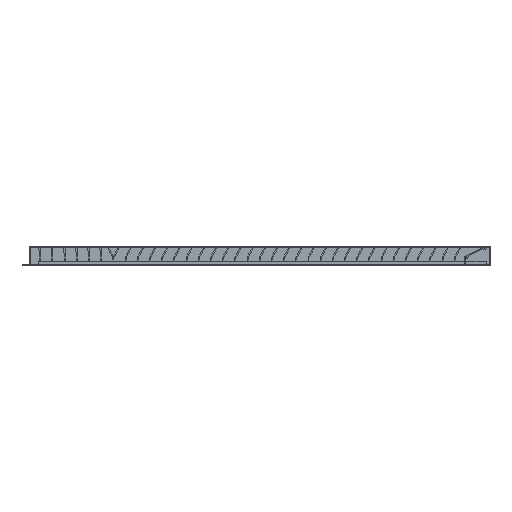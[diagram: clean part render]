
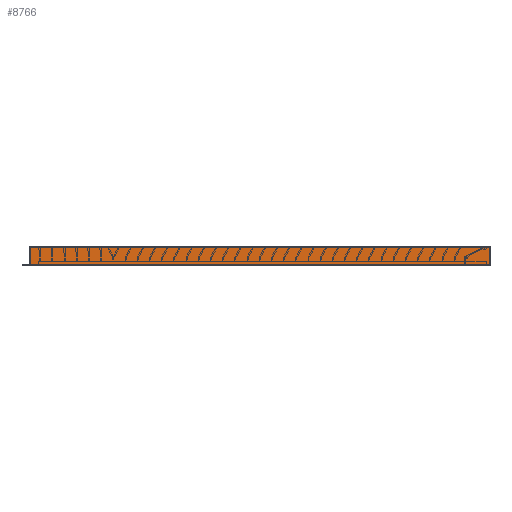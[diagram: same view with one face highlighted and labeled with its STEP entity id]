
A CAD part, left-side view. The second image highlights one B-rep face of the part: STEP entity #8766.
In plain terms, the highlighted planar face has unit normal (-1, 0, 0).
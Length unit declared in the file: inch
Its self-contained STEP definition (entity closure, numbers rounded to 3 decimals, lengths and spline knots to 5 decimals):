
#347 = VECTOR ( 'NONE', #9191, 39.37008 ) ;
#780 = EDGE_CURVE ( 'NONE', #1246, #7133, #2578, .T. ) ;
#946 = CARTESIAN_POINT ( 'NONE',  ( -12.9375, -29.209, 0.05 ) ) ;
#1006 = DIRECTION ( 'NONE',  ( 1., 0., 0. ) ) ;
#1192 = EDGE_LOOP ( 'NONE', ( #9726, #1800, #4348, #2174 ) ) ;
#1196 = CARTESIAN_POINT ( 'NONE',  ( -12.9375, 0.541, 1.225 ) ) ;
#1246 = VERTEX_POINT ( 'NONE', #946 ) ;
#1450 = AXIS2_PLACEMENT_3D ( 'NONE', #6920, #1006, #7908 ) ;
#1568 = CARTESIAN_POINT ( 'NONE',  ( -12.9375, 0.041, 1.225 ) ) ;
#1800 = ORIENTED_EDGE ( 'NONE', *, *, #12325, .T. ) ;
#2174 = ORIENTED_EDGE ( 'NONE', *, *, #780, .T. ) ;
#2578 = LINE ( 'NONE', #8316, #5514 ) ;
#4274 = VECTOR ( 'NONE', #9107, 39.37008 ) ;
#4348 = ORIENTED_EDGE ( 'NONE', *, *, #11017, .T. ) ;
#4485 = VECTOR ( 'NONE', #6948, 39.37008 ) ;
#5041 = VERTEX_POINT ( 'NONE', #9965 ) ;
#5514 = VECTOR ( 'NONE', #12196, 39.37008 ) ;
#5523 = CARTESIAN_POINT ( 'NONE',  ( -12.9375, -29.209, 1.225 ) ) ;
#6908 = EDGE_CURVE ( 'NONE', #11482, #7133, #12136, .T. ) ;
#6916 = CARTESIAN_POINT ( 'NONE',  ( -12.9375, 0.041, 0.05 ) ) ;
#6920 = CARTESIAN_POINT ( 'NONE',  ( -12.9375, 0.541, 0.05 ) ) ;
#6948 = DIRECTION ( 'NONE',  ( 0., 0., -1. ) ) ;
#7133 = VERTEX_POINT ( 'NONE', #5523 ) ;
#7908 = DIRECTION ( 'NONE',  ( 0., 0., -1. ) ) ;
#8316 = CARTESIAN_POINT ( 'NONE',  ( -12.9375, -29.209, 0.05 ) ) ;
#8766 = ADVANCED_FACE ( 'NONE', ( #8940 ), #12801, .F. ) ;
#8886 = LINE ( 'NONE', #12087, #347 ) ;
#8940 = FACE_OUTER_BOUND ( 'NONE', #1192, .T. ) ;
#9107 = DIRECTION ( 'NONE',  ( 0., -1., 0. ) ) ;
#9191 = DIRECTION ( 'NONE',  ( 0., -1., 0. ) ) ;
#9726 = ORIENTED_EDGE ( 'NONE', *, *, #6908, .F. ) ;
#9965 = CARTESIAN_POINT ( 'NONE',  ( -12.9375, 0.041, 0.05 ) ) ;
#11017 = EDGE_CURVE ( 'NONE', #5041, #1246, #8886, .T. ) ;
#11482 = VERTEX_POINT ( 'NONE', #1568 ) ;
#12087 = CARTESIAN_POINT ( 'NONE',  ( -12.9375, 0.541, 0.05 ) ) ;
#12136 = LINE ( 'NONE', #1196, #4274 ) ;
#12196 = DIRECTION ( 'NONE',  ( 0., 0., 1. ) ) ;
#12325 = EDGE_CURVE ( 'NONE', #11482, #5041, #12361, .T. ) ;
#12361 = LINE ( 'NONE', #6916, #4485 ) ;
#12801 = PLANE ( 'NONE',  #1450 ) ;
